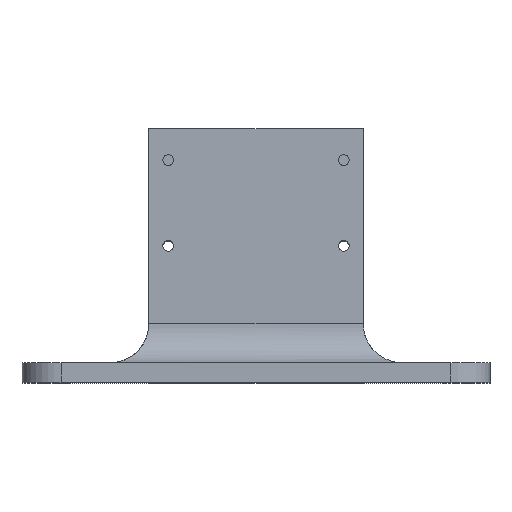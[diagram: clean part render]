
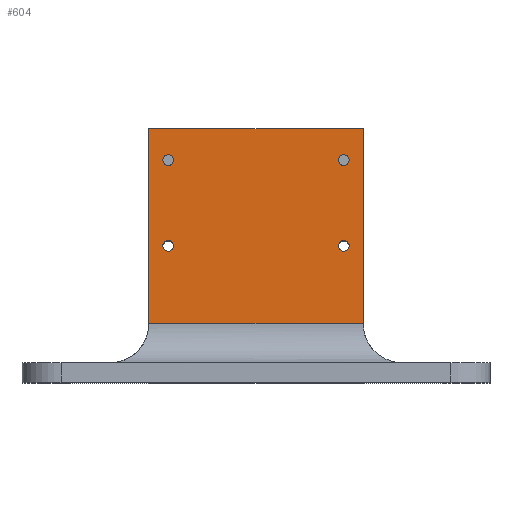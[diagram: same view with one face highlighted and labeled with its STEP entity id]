
A CAD part, top view. The second image highlights one B-rep face of the part: STEP entity #604.
In plain terms, the highlighted planar face has unit normal (0, 0, 1).
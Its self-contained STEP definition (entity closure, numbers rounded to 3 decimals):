
#21 = FACE_BOUND ( 'NONE', #559, .T. ) ;
#40 = CARTESIAN_POINT ( 'NONE',  ( -22.5, 57., 39. ) ) ;
#53 = EDGE_LOOP ( 'NONE', ( #1790, #481 ) ) ;
#74 = ORIENTED_EDGE ( 'NONE', *, *, #1055, .T. ) ;
#82 = DIRECTION ( 'NONE',  ( 0., 0., 1. ) ) ;
#93 = VECTOR ( 'NONE', #555, 1000. ) ;
#150 = VERTEX_POINT ( 'NONE', #696 ) ;
#157 = DIRECTION ( 'NONE',  ( 0., 0., 1. ) ) ;
#188 = CIRCLE ( 'NONE', #1653, 1.375 ) ;
#190 = FACE_BOUND ( 'NONE', #1409, .T. ) ;
#210 = AXIS2_PLACEMENT_3D ( 'NONE', #1410, #262, #1145 ) ;
#224 = AXIS2_PLACEMENT_3D ( 'NONE', #1594, #1704, #305 ) ;
#226 = DIRECTION ( 'NONE',  ( 1., 0., 0. ) ) ;
#230 = VERTEX_POINT ( 'NONE', #489 ) ;
#231 = EDGE_CURVE ( 'NONE', #230, #1384, #616, .T. ) ;
#241 = VECTOR ( 'NONE', #292, 1000. ) ;
#249 = CIRCLE ( 'NONE', #485, 1.375 ) ;
#261 = ORIENTED_EDGE ( 'NONE', *, *, #884, .T. ) ;
#262 = DIRECTION ( 'NONE',  ( 0., 0., 1. ) ) ;
#280 = EDGE_CURVE ( 'NONE', #1543, #1086, #818, .T. ) ;
#292 = DIRECTION ( 'NONE',  ( 0., -1., 0. ) ) ;
#299 = FACE_OUTER_BOUND ( 'NONE', #1658, .T. ) ;
#301 = ORIENTED_EDGE ( 'NONE', *, *, #1377, .F. ) ;
#305 = DIRECTION ( 'NONE',  ( -1., 0., 0. ) ) ;
#311 = CARTESIAN_POINT ( 'NONE',  ( -27.5, 65., 39. ) ) ;
#324 = CIRCLE ( 'NONE', #416, 1.375 ) ;
#344 = CIRCLE ( 'NONE', #224, 1.375 ) ;
#354 = EDGE_CURVE ( 'NONE', #1138, #150, #249, .T. ) ;
#416 = AXIS2_PLACEMENT_3D ( 'NONE', #1148, #1303, #1716 ) ;
#429 = AXIS2_PLACEMENT_3D ( 'NONE', #1151, #436, #752 ) ;
#436 = DIRECTION ( 'NONE',  ( 0., 0., -1. ) ) ;
#443 = LINE ( 'NONE', #564, #93 ) ;
#467 = DIRECTION ( 'NONE',  ( 0., 0., 1. ) ) ;
#470 = DIRECTION ( 'NONE',  ( 1., 0., 0. ) ) ;
#481 = ORIENTED_EDGE ( 'NONE', *, *, #1837, .F. ) ;
#485 = AXIS2_PLACEMENT_3D ( 'NONE', #1370, #1804, #226 ) ;
#489 = CARTESIAN_POINT ( 'NONE',  ( -27.5, 65., 39. ) ) ;
#555 = DIRECTION ( 'NONE',  ( 0., -1., 0. ) ) ;
#559 = EDGE_LOOP ( 'NONE', ( #1123, #1418 ) ) ;
#564 = CARTESIAN_POINT ( 'NONE',  ( -27.5, 65., 39. ) ) ;
#604 = ADVANCED_FACE ( 'NONE', ( #900, #21, #190, #1726, #299 ), #1188, .F. ) ;
#616 = LINE ( 'NONE', #311, #1466 ) ;
#618 = CARTESIAN_POINT ( 'NONE',  ( -23.875, 57., 39. ) ) ;
#663 = DIRECTION ( 'NONE',  ( -1., 0., 0. ) ) ;
#696 = CARTESIAN_POINT ( 'NONE',  ( -23.875, 35., 39. ) ) ;
#715 = CARTESIAN_POINT ( 'NONE',  ( 27.5, 65., 39. ) ) ;
#752 = DIRECTION ( 'NONE',  ( -1., 0., 0. ) ) ;
#754 = DIRECTION ( 'NONE',  ( 1., 0., 0. ) ) ;
#785 = CIRCLE ( 'NONE', #1110, 1.375 ) ;
#789 = CARTESIAN_POINT ( 'NONE',  ( 23.875, 35., 39. ) ) ;
#818 = CIRCLE ( 'NONE', #1294, 1.375 ) ;
#847 = LINE ( 'NONE', #1583, #241 ) ;
#867 = VERTEX_POINT ( 'NONE', #995 ) ;
#880 = ORIENTED_EDGE ( 'NONE', *, *, #1667, .F. ) ;
#884 = EDGE_CURVE ( 'NONE', #230, #1743, #443, .T. ) ;
#900 = FACE_BOUND ( 'NONE', #53, .T. ) ;
#941 = EDGE_CURVE ( 'NONE', #1209, #1642, #324, .T. ) ;
#952 = CARTESIAN_POINT ( 'NONE',  ( 22.5, 35., 39. ) ) ;
#960 = ORIENTED_EDGE ( 'NONE', *, *, #1333, .F. ) ;
#970 = DIRECTION ( 'NONE',  ( 0., 0., 1. ) ) ;
#995 = CARTESIAN_POINT ( 'NONE',  ( 21.125, 57., 39. ) ) ;
#1004 = EDGE_CURVE ( 'NONE', #867, #1206, #344, .T. ) ;
#1014 = AXIS2_PLACEMENT_3D ( 'NONE', #952, #82, #663 ) ;
#1055 = EDGE_CURVE ( 'NONE', #1743, #1826, #1322, .T. ) ;
#1086 = VERTEX_POINT ( 'NONE', #618 ) ;
#1087 = CARTESIAN_POINT ( 'NONE',  ( 21.125, 35., 39. ) ) ;
#1110 = AXIS2_PLACEMENT_3D ( 'NONE', #1699, #157, #1131 ) ;
#1123 = ORIENTED_EDGE ( 'NONE', *, *, #1713, .F. ) ;
#1131 = DIRECTION ( 'NONE',  ( 1., 0., 0. ) ) ;
#1138 = VERTEX_POINT ( 'NONE', #1330 ) ;
#1145 = DIRECTION ( 'NONE',  ( 1., 0., 0. ) ) ;
#1148 = CARTESIAN_POINT ( 'NONE',  ( 22.5, 35., 39. ) ) ;
#1150 = VECTOR ( 'NONE', #470, 1000. ) ;
#1151 = CARTESIAN_POINT ( 'NONE',  ( -27.5, 65., 39. ) ) ;
#1162 = EDGE_LOOP ( 'NONE', ( #880, #1254 ) ) ;
#1183 = DIRECTION ( 'NONE',  ( 1., 0., 0. ) ) ;
#1188 = PLANE ( 'NONE',  #429 ) ;
#1206 = VERTEX_POINT ( 'NONE', #1657 ) ;
#1209 = VERTEX_POINT ( 'NONE', #1087 ) ;
#1234 = ORIENTED_EDGE ( 'NONE', *, *, #231, .F. ) ;
#1254 = ORIENTED_EDGE ( 'NONE', *, *, #941, .F. ) ;
#1294 = AXIS2_PLACEMENT_3D ( 'NONE', #40, #467, #754 ) ;
#1303 = DIRECTION ( 'NONE',  ( 0., 0., 1. ) ) ;
#1322 = LINE ( 'NONE', #1750, #1150 ) ;
#1330 = CARTESIAN_POINT ( 'NONE',  ( -21.125, 35., 39. ) ) ;
#1333 = EDGE_CURVE ( 'NONE', #1384, #1826, #847, .T. ) ;
#1370 = CARTESIAN_POINT ( 'NONE',  ( -22.5, 35., 39. ) ) ;
#1377 = EDGE_CURVE ( 'NONE', #150, #1138, #1737, .T. ) ;
#1384 = VERTEX_POINT ( 'NONE', #715 ) ;
#1409 = EDGE_LOOP ( 'NONE', ( #1506, #301 ) ) ;
#1410 = CARTESIAN_POINT ( 'NONE',  ( -22.5, 35., 39. ) ) ;
#1418 = ORIENTED_EDGE ( 'NONE', *, *, #1004, .F. ) ;
#1466 = VECTOR ( 'NONE', #1183, 1000. ) ;
#1506 = ORIENTED_EDGE ( 'NONE', *, *, #354, .F. ) ;
#1514 = CARTESIAN_POINT ( 'NONE',  ( 22.5, 57., 39. ) ) ;
#1543 = VERTEX_POINT ( 'NONE', #1764 ) ;
#1552 = DIRECTION ( 'NONE',  ( -1., 0., 0. ) ) ;
#1583 = CARTESIAN_POINT ( 'NONE',  ( 27.5, 65., 39. ) ) ;
#1589 = CARTESIAN_POINT ( 'NONE',  ( 27.5, 15., 39. ) ) ;
#1594 = CARTESIAN_POINT ( 'NONE',  ( 22.5, 57., 39. ) ) ;
#1642 = VERTEX_POINT ( 'NONE', #789 ) ;
#1653 = AXIS2_PLACEMENT_3D ( 'NONE', #1514, #970, #1552 ) ;
#1657 = CARTESIAN_POINT ( 'NONE',  ( 23.875, 57., 39. ) ) ;
#1658 = EDGE_LOOP ( 'NONE', ( #261, #74, #960, #1234 ) ) ;
#1667 = EDGE_CURVE ( 'NONE', #1642, #1209, #1831, .T. ) ;
#1699 = CARTESIAN_POINT ( 'NONE',  ( -22.5, 57., 39. ) ) ;
#1704 = DIRECTION ( 'NONE',  ( 0., 0., 1. ) ) ;
#1713 = EDGE_CURVE ( 'NONE', #1206, #867, #188, .T. ) ;
#1716 = DIRECTION ( 'NONE',  ( -1., 0., 0. ) ) ;
#1726 = FACE_BOUND ( 'NONE', #1162, .T. ) ;
#1737 = CIRCLE ( 'NONE', #210, 1.375 ) ;
#1743 = VERTEX_POINT ( 'NONE', #1798 ) ;
#1750 = CARTESIAN_POINT ( 'NONE',  ( -27.5, 15., 39. ) ) ;
#1764 = CARTESIAN_POINT ( 'NONE',  ( -21.125, 57., 39. ) ) ;
#1790 = ORIENTED_EDGE ( 'NONE', *, *, #280, .F. ) ;
#1798 = CARTESIAN_POINT ( 'NONE',  ( -27.5, 15., 39. ) ) ;
#1804 = DIRECTION ( 'NONE',  ( 0., 0., 1. ) ) ;
#1826 = VERTEX_POINT ( 'NONE', #1589 ) ;
#1831 = CIRCLE ( 'NONE', #1014, 1.375 ) ;
#1837 = EDGE_CURVE ( 'NONE', #1086, #1543, #785, .T. ) ;
